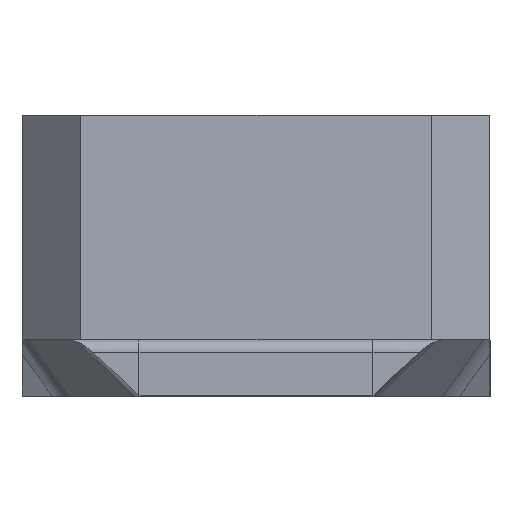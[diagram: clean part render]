
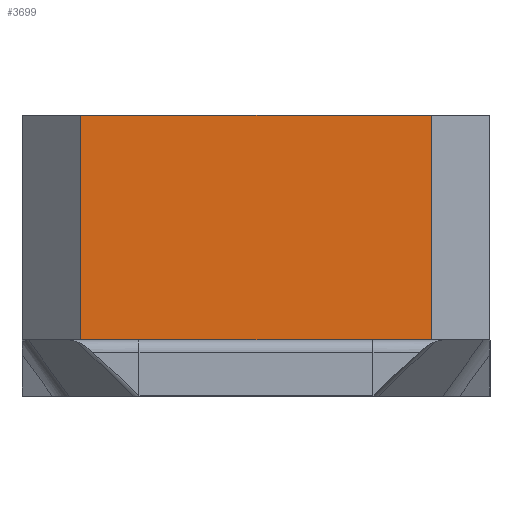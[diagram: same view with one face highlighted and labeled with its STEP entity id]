
A CAD part, top view. The second image highlights one B-rep face of the part: STEP entity #3699.
In plain terms, the highlighted planar face has unit normal (0, 0, 1).
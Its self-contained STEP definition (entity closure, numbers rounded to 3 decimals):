
#34 = ORIENTED_EDGE ( 'NONE', *, *, #628, .F. ) ;
#48 = VECTOR ( 'NONE', #363, 1000. ) ;
#185 = AXIS2_PLACEMENT_3D ( 'NONE', #600, #2572, #1599 ) ;
#244 = CARTESIAN_POINT ( 'NONE',  ( 1.5, 2.4, 2. ) ) ;
#363 = DIRECTION ( 'NONE',  ( 0., 1., 0. ) ) ;
#561 = DIRECTION ( 'NONE',  ( -1., 0., 0. ) ) ;
#600 = CARTESIAN_POINT ( 'NONE',  ( -1.5, -5.177, 2. ) ) ;
#628 = EDGE_CURVE ( 'NONE', #2985, #1690, #3778, .T. ) ;
#684 = EDGE_CURVE ( 'NONE', #3739, #2021, #4106, .T. ) ;
#1218 = DIRECTION ( 'NONE',  ( 1., 0., 0. ) ) ;
#1243 = CARTESIAN_POINT ( 'NONE',  ( -1.5, 0.48, 2. ) ) ;
#1269 = CARTESIAN_POINT ( 'NONE',  ( 1.5, -5.177, 2. ) ) ;
#1446 = CARTESIAN_POINT ( 'NONE',  ( 1.5, 0.48, 2. ) ) ;
#1595 = ORIENTED_EDGE ( 'NONE', *, *, #684, .F. ) ;
#1599 = DIRECTION ( 'NONE',  ( 1., 0., 0. ) ) ;
#1690 = VERTEX_POINT ( 'NONE', #4087 ) ;
#1992 = EDGE_CURVE ( 'NONE', #2985, #2021, #3663, .T. ) ;
#2018 = CARTESIAN_POINT ( 'NONE',  ( -1.5, -5.177, 2. ) ) ;
#2021 = VERTEX_POINT ( 'NONE', #244 ) ;
#2269 = CARTESIAN_POINT ( 'NONE',  ( -1.5, 2.4, 2. ) ) ;
#2495 = FACE_OUTER_BOUND ( 'NONE', #3884, .T. ) ;
#2572 = DIRECTION ( 'NONE',  ( 0., 0., 1. ) ) ;
#2620 = ORIENTED_EDGE ( 'NONE', *, *, #2791, .F. ) ;
#2778 = VECTOR ( 'NONE', #1218, 1000. ) ;
#2791 = EDGE_CURVE ( 'NONE', #1690, #3739, #3547, .T. ) ;
#2877 = VECTOR ( 'NONE', #561, 1000. ) ;
#2920 = DIRECTION ( 'NONE',  ( 0., 1., 0. ) ) ;
#2985 = VERTEX_POINT ( 'NONE', #1446 ) ;
#3077 = VECTOR ( 'NONE', #2920, 1000. ) ;
#3547 = LINE ( 'NONE', #2018, #48 ) ;
#3580 = CARTESIAN_POINT ( 'NONE',  ( -1.5, 2.4, 2. ) ) ;
#3663 = LINE ( 'NONE', #1269, #3077 ) ;
#3699 = ADVANCED_FACE ( 'NONE', ( #2495 ), #4264, .T. ) ;
#3739 = VERTEX_POINT ( 'NONE', #3580 ) ;
#3778 = LINE ( 'NONE', #1243, #2877 ) ;
#3849 = ORIENTED_EDGE ( 'NONE', *, *, #1992, .T. ) ;
#3884 = EDGE_LOOP ( 'NONE', ( #34, #3849, #1595, #2620 ) ) ;
#4087 = CARTESIAN_POINT ( 'NONE',  ( -1.5, 0.48, 2. ) ) ;
#4106 = LINE ( 'NONE', #2269, #2778 ) ;
#4264 = PLANE ( 'NONE',  #185 ) ;
